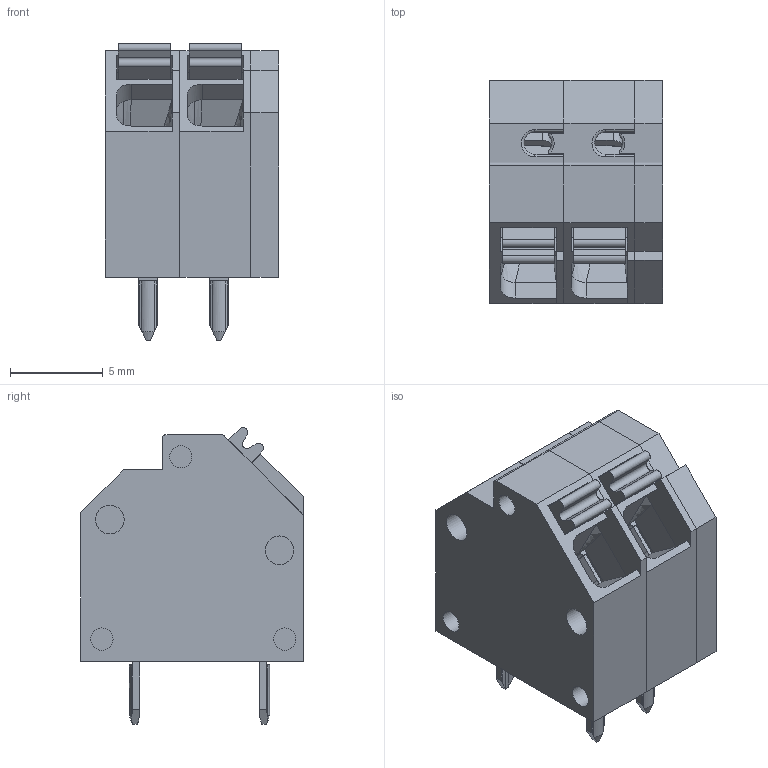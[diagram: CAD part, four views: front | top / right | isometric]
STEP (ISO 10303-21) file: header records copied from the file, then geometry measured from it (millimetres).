
FILE_DESCRIPTION(/* description */ ('Unknown'),/* implementation_level */ '2;1');
FILE_NAME(/* name */ '691409320002',/* time_stamp */ '2021-06-28T17:28:19+02:00',/* author */ ('Unknown'),/* organization */ ('Unknown'),/* preprocessor_version */ 'ST-DEVELOPER v16.7',/* originating_system */ 'Solid Edge',/* authorisation */ 'Unknown');
FILE_SCHEMA (('AUTOMOTIVE_DESIGN {1 0 10303 214 3 1 1}'));
Length unit declared in the file: millimetre
Products named in the file (10): 6914093200xx; 6914093200xx_Module; 6914093200xx_Housing; 6914093200xx_ShortContact; 6914093200xx_LongContact; 6914093200xx_SpringClamp; 6914093200xx_Lever; 6914093200xx_Cover; 6914093200xx_ModuleStart; 6914093200xx_Housing2
Assembly tree (13 placements, depth 3):
  6914093200xx
    6914093200xx_Module
      6914093200xx_Housing
      6914093200xx_ShortContact
      6914093200xx_LongContact
      6914093200xx_SpringClamp
      6914093200xx_Lever
    6914093200xx_Cover
    6914093200xx_ModuleStart
      6914093200xx_Housing2
      6914093200xx_ShortContact
      6914093200xx_LongContact
      6914093200xx_SpringClamp
      6914093200xx_Lever
Bounding box: 9.32 x 12 x 15.98 mm (x, y, z)
Volume: 744.4 mm3; surface area: 2499.2 mm2
Topology: 11 solids, 11 shells, 878 faces, 2429 edges, 1586 vertices
Faces by surface type: plane 568, cylinder 246, cone 38, bspline 16, torus 10
Full cylindrical faces by diameter (mm): 1.1 x3, 1.2 x12, 1.3 x3, 1.4 x3, 1.44 x2, 1.54 x8, 1.64 x2, 1.741 x2, 1.98 x2
Entity records: 21816 total; most frequent: CARTESIAN_POINT 3976, ORIENTED_EDGE 3634, DIRECTION 3613, EDGE_CURVE 1817, LINE 1355, VECTOR 1355, VERTEX_POINT 1220, AXIS2_PLACEMENT_3D 1129
